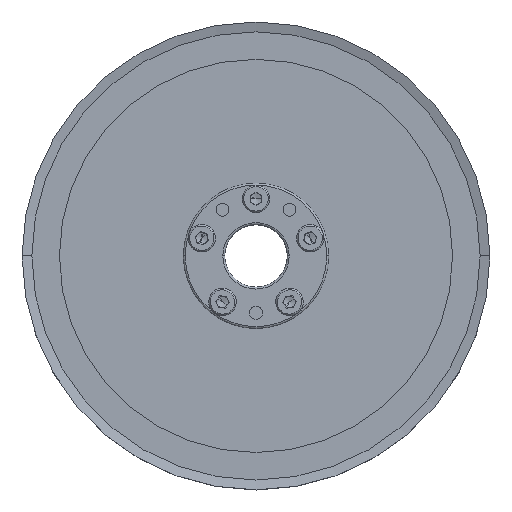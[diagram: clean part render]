
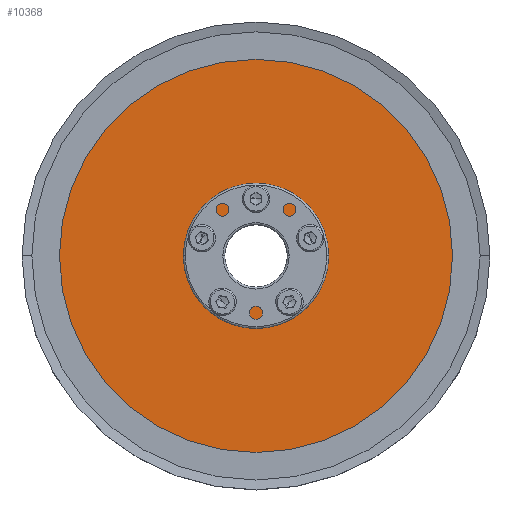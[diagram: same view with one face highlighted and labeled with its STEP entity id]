
A CAD part, top view. The second image highlights one B-rep face of the part: STEP entity #10368.
In plain terms, the highlighted planar face has unit normal (0, 0, 1).
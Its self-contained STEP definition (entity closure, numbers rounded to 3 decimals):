
#56 = FACE_BOUND ( 'NONE', #16846, .T. ) ;
#66 = VERTEX_POINT ( 'NONE', #8136 ) ;
#97 = DIRECTION ( 'NONE',  ( 0., 0., 1. ) ) ;
#147 = FACE_BOUND ( 'NONE', #14006, .T. ) ;
#293 = CARTESIAN_POINT ( 'NONE',  ( -50., 0., 22. ) ) ;
#346 = PLANE ( 'NONE',  #7613 ) ;
#508 = CIRCLE ( 'NONE', #2969, 1.65 ) ;
#619 = CIRCLE ( 'NONE', #11819, 1.65 ) ;
#772 = CIRCLE ( 'NONE', #10411, 1.65 ) ;
#1657 = CARTESIAN_POINT ( 'NONE',  ( 0., 14.5, 22. ) ) ;
#1758 = CIRCLE ( 'NONE', #6713, 1.65 ) ;
#1792 = FACE_OUTER_BOUND ( 'NONE', #8922, .T. ) ;
#1821 = VERTEX_POINT ( 'NONE', #7606 ) ;
#1870 = ORIENTED_EDGE ( 'NONE', *, *, #3987, .F. ) ;
#2234 = CARTESIAN_POINT ( 'NONE',  ( 0., 14.5, 22. ) ) ;
#2486 = VERTEX_POINT ( 'NONE', #10469 ) ;
#2696 = CIRCLE ( 'NONE', #4883, 50. ) ;
#2803 = DIRECTION ( 'NONE',  ( 0., 0., -1. ) ) ;
#2925 = CIRCLE ( 'NONE', #15375, 9.237 ) ;
#2967 = DIRECTION ( 'NONE',  ( -1., 0., 0. ) ) ;
#2969 = AXIS2_PLACEMENT_3D ( 'NONE', #2234, #8167, #14083 ) ;
#3154 = ORIENTED_EDGE ( 'NONE', *, *, #12255, .F. ) ;
#3263 = CARTESIAN_POINT ( 'NONE',  ( 10.173, -11.731, 22. ) ) ;
#3597 = DIRECTION ( 'NONE',  ( 0., 0., 1. ) ) ;
#3630 = CARTESIAN_POINT ( 'NONE',  ( 6.873, -11.731, 22. ) ) ;
#3691 = CIRCLE ( 'NONE', #17033, 1.65 ) ;
#3736 = DIRECTION ( 'NONE',  ( 1., 0., 0. ) ) ;
#3816 = CARTESIAN_POINT ( 'NONE',  ( -8.523, -11.731, 22. ) ) ;
#3987 = EDGE_CURVE ( 'NONE', #8432, #1821, #18604, .T. ) ;
#4020 = ORIENTED_EDGE ( 'NONE', *, *, #9927, .T. ) ;
#4701 = FACE_BOUND ( 'NONE', #11019, .T. ) ;
#4763 = DIRECTION ( 'NONE',  ( 0., 0., 1. ) ) ;
#4804 = VERTEX_POINT ( 'NONE', #13961 ) ;
#4832 = CIRCLE ( 'NONE', #11055, 1.65 ) ;
#4883 = AXIS2_PLACEMENT_3D ( 'NONE', #18209, #15200, #5002 ) ;
#5002 = DIRECTION ( 'NONE',  ( 1., 0., 0. ) ) ;
#5533 = DIRECTION ( 'NONE',  ( 1., 0., 0. ) ) ;
#5634 = EDGE_CURVE ( 'NONE', #7554, #13015, #2696, .T. ) ;
#6026 = DIRECTION ( 'NONE',  ( 1., 0., 0. ) ) ;
#6055 = FACE_BOUND ( 'NONE', #7074, .T. ) ;
#6251 = DIRECTION ( 'NONE',  ( 1., 0., 0. ) ) ;
#6261 = AXIS2_PLACEMENT_3D ( 'NONE', #8284, #18830, #11484 ) ;
#6339 = CIRCLE ( 'NONE', #15668, 50. ) ;
#6545 = ORIENTED_EDGE ( 'NONE', *, *, #10947, .F. ) ;
#6600 = VERTEX_POINT ( 'NONE', #3630 ) ;
#6704 = DIRECTION ( 'NONE',  ( 0., 0., 1. ) ) ;
#6713 = AXIS2_PLACEMENT_3D ( 'NONE', #1657, #4763, #6026 ) ;
#6752 = VERTEX_POINT ( 'NONE', #19163 ) ;
#6903 = EDGE_CURVE ( 'NONE', #17125, #14910, #3691, .T. ) ;
#6988 = DIRECTION ( 'NONE',  ( 0., 0., 1. ) ) ;
#7074 = EDGE_LOOP ( 'NONE', ( #6545, #11426 ) ) ;
#7554 = VERTEX_POINT ( 'NONE', #293 ) ;
#7596 = EDGE_LOOP ( 'NONE', ( #11546, #15645 ) ) ;
#7606 = CARTESIAN_POINT ( 'NONE',  ( -12.14, 4.481, 22. ) ) ;
#7613 = AXIS2_PLACEMENT_3D ( 'NONE', #10556, #14997, #6251 ) ;
#8076 = CARTESIAN_POINT ( 'NONE',  ( 13.79, 4.481, 22. ) ) ;
#8082 = DIRECTION ( 'NONE',  ( 1., 0., 0. ) ) ;
#8136 = CARTESIAN_POINT ( 'NONE',  ( -9.237, 0., 22. ) ) ;
#8167 = DIRECTION ( 'NONE',  ( 0., 0., 1. ) ) ;
#8284 = CARTESIAN_POINT ( 'NONE',  ( -13.79, 4.481, 22. ) ) ;
#8365 = DIRECTION ( 'NONE',  ( 1., 0., 0. ) ) ;
#8432 = VERTEX_POINT ( 'NONE', #11256 ) ;
#8447 = EDGE_CURVE ( 'NONE', #6600, #9986, #619, .T. ) ;
#8553 = AXIS2_PLACEMENT_3D ( 'NONE', #8076, #12532, #18439 ) ;
#8922 = EDGE_LOOP ( 'NONE', ( #13982, #18863 ) ) ;
#9478 = CARTESIAN_POINT ( 'NONE',  ( 0., 0., 22. ) ) ;
#9751 = DIRECTION ( 'NONE',  ( 1., 0., 0. ) ) ;
#9927 = EDGE_CURVE ( 'NONE', #11856, #66, #2925, .T. ) ;
#9986 = VERTEX_POINT ( 'NONE', #3263 ) ;
#10089 = EDGE_CURVE ( 'NONE', #13015, #7554, #6339, .T. ) ;
#10368 = ADVANCED_FACE ( 'NONE', ( #18005, #147, #56, #16635, #6055, #4701, #1792 ), #346, .T. ) ;
#10395 = CARTESIAN_POINT ( 'NONE',  ( 0., 0., 22. ) ) ;
#10411 = AXIS2_PLACEMENT_3D ( 'NONE', #15364, #12553, #12279 ) ;
#10469 = CARTESIAN_POINT ( 'NONE',  ( 1.65, 14.5, 22. ) ) ;
#10489 = EDGE_CURVE ( 'NONE', #13601, #4804, #772, .T. ) ;
#10556 = CARTESIAN_POINT ( 'NONE',  ( -1.058, 28.193, 22. ) ) ;
#10625 = CARTESIAN_POINT ( 'NONE',  ( 15.44, 4.481, 22. ) ) ;
#10947 = EDGE_CURVE ( 'NONE', #2486, #6752, #508, .T. ) ;
#10994 = CARTESIAN_POINT ( 'NONE',  ( 8.523, -11.731, 22. ) ) ;
#11019 = EDGE_LOOP ( 'NONE', ( #15618, #4020 ) ) ;
#11055 = AXIS2_PLACEMENT_3D ( 'NONE', #10994, #3597, #8082 ) ;
#11256 = CARTESIAN_POINT ( 'NONE',  ( -15.44, 4.481, 22. ) ) ;
#11426 = ORIENTED_EDGE ( 'NONE', *, *, #17073, .F. ) ;
#11484 = DIRECTION ( 'NONE',  ( 1., 0., 0. ) ) ;
#11546 = ORIENTED_EDGE ( 'NONE', *, *, #10489, .F. ) ;
#11747 = CARTESIAN_POINT ( 'NONE',  ( 8.523, -11.731, 22. ) ) ;
#11819 = AXIS2_PLACEMENT_3D ( 'NONE', #11747, #97, #13407 ) ;
#11856 = VERTEX_POINT ( 'NONE', #12848 ) ;
#12255 = EDGE_CURVE ( 'NONE', #1821, #8432, #14199, .T. ) ;
#12277 = CIRCLE ( 'NONE', #8553, 1.65 ) ;
#12279 = DIRECTION ( 'NONE',  ( 1., 0., 0. ) ) ;
#12532 = DIRECTION ( 'NONE',  ( 0., 0., 1. ) ) ;
#12553 = DIRECTION ( 'NONE',  ( 0., 0., 1. ) ) ;
#12735 = CARTESIAN_POINT ( 'NONE',  ( -13.79, 4.481, 22. ) ) ;
#12782 = ORIENTED_EDGE ( 'NONE', *, *, #18991, .F. ) ;
#12848 = CARTESIAN_POINT ( 'NONE',  ( 9.237, 0., 22. ) ) ;
#13015 = VERTEX_POINT ( 'NONE', #17742 ) ;
#13265 = CIRCLE ( 'NONE', #15409, 9.237 ) ;
#13407 = DIRECTION ( 'NONE',  ( 1., 0., 0. ) ) ;
#13601 = VERTEX_POINT ( 'NONE', #10625 ) ;
#13961 = CARTESIAN_POINT ( 'NONE',  ( 12.14, 4.481, 22. ) ) ;
#13982 = ORIENTED_EDGE ( 'NONE', *, *, #10089, .T. ) ;
#14006 = EDGE_LOOP ( 'NONE', ( #19032, #12782 ) ) ;
#14083 = DIRECTION ( 'NONE',  ( 1., 0., 0. ) ) ;
#14199 = CIRCLE ( 'NONE', #14816, 1.65 ) ;
#14365 = DIRECTION ( 'NONE',  ( -1., 0., 0. ) ) ;
#14816 = AXIS2_PLACEMENT_3D ( 'NONE', #12735, #6988, #8365 ) ;
#14910 = VERTEX_POINT ( 'NONE', #18104 ) ;
#14997 = DIRECTION ( 'NONE',  ( 0., 0., 1. ) ) ;
#15200 = DIRECTION ( 'NONE',  ( 0., 0., 1. ) ) ;
#15288 = DIRECTION ( 'NONE',  ( 0., 0., 1. ) ) ;
#15364 = CARTESIAN_POINT ( 'NONE',  ( 13.79, 4.481, 22. ) ) ;
#15375 = AXIS2_PLACEMENT_3D ( 'NONE', #18024, #16468, #2967 ) ;
#15409 = AXIS2_PLACEMENT_3D ( 'NONE', #10395, #2803, #14365 ) ;
#15618 = ORIENTED_EDGE ( 'NONE', *, *, #17322, .T. ) ;
#15645 = ORIENTED_EDGE ( 'NONE', *, *, #18432, .F. ) ;
#15668 = AXIS2_PLACEMENT_3D ( 'NONE', #9478, #15288, #3736 ) ;
#15714 = CARTESIAN_POINT ( 'NONE',  ( -8.523, -11.731, 22. ) ) ;
#16307 = AXIS2_PLACEMENT_3D ( 'NONE', #15714, #6704, #5533 ) ;
#16468 = DIRECTION ( 'NONE',  ( 0., 0., -1. ) ) ;
#16635 = FACE_BOUND ( 'NONE', #7596, .T. ) ;
#16666 = ORIENTED_EDGE ( 'NONE', *, *, #18876, .F. ) ;
#16837 = DIRECTION ( 'NONE',  ( 0., 0., 1. ) ) ;
#16846 = EDGE_LOOP ( 'NONE', ( #16666, #17990 ) ) ;
#16891 = CARTESIAN_POINT ( 'NONE',  ( -6.873, -11.731, 22. ) ) ;
#17033 = AXIS2_PLACEMENT_3D ( 'NONE', #3816, #16837, #9751 ) ;
#17073 = EDGE_CURVE ( 'NONE', #6752, #2486, #1758, .T. ) ;
#17125 = VERTEX_POINT ( 'NONE', #16891 ) ;
#17235 = CIRCLE ( 'NONE', #16307, 1.65 ) ;
#17322 = EDGE_CURVE ( 'NONE', #66, #11856, #13265, .T. ) ;
#17742 = CARTESIAN_POINT ( 'NONE',  ( 50., 0., 22. ) ) ;
#17990 = ORIENTED_EDGE ( 'NONE', *, *, #8447, .F. ) ;
#18005 = FACE_BOUND ( 'NONE', #18611, .T. ) ;
#18024 = CARTESIAN_POINT ( 'NONE',  ( 0., 0., 22. ) ) ;
#18104 = CARTESIAN_POINT ( 'NONE',  ( -10.173, -11.731, 22. ) ) ;
#18209 = CARTESIAN_POINT ( 'NONE',  ( 0., 0., 22. ) ) ;
#18432 = EDGE_CURVE ( 'NONE', #4804, #13601, #12277, .T. ) ;
#18439 = DIRECTION ( 'NONE',  ( 1., 0., 0. ) ) ;
#18604 = CIRCLE ( 'NONE', #6261, 1.65 ) ;
#18611 = EDGE_LOOP ( 'NONE', ( #3154, #1870 ) ) ;
#18830 = DIRECTION ( 'NONE',  ( 0., 0., 1. ) ) ;
#18863 = ORIENTED_EDGE ( 'NONE', *, *, #5634, .T. ) ;
#18876 = EDGE_CURVE ( 'NONE', #9986, #6600, #4832, .T. ) ;
#18991 = EDGE_CURVE ( 'NONE', #14910, #17125, #17235, .T. ) ;
#19032 = ORIENTED_EDGE ( 'NONE', *, *, #6903, .F. ) ;
#19163 = CARTESIAN_POINT ( 'NONE',  ( -1.65, 14.5, 22. ) ) ;
